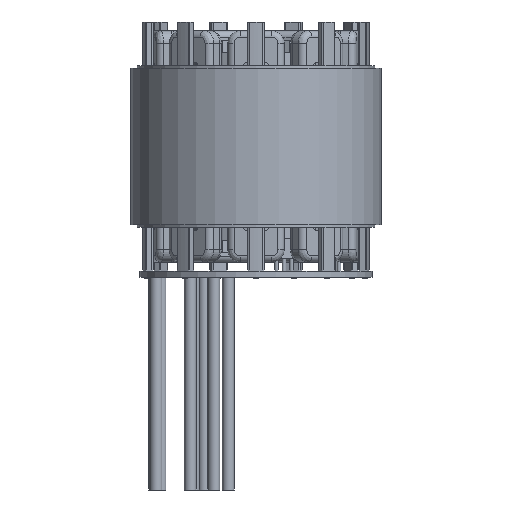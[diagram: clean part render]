
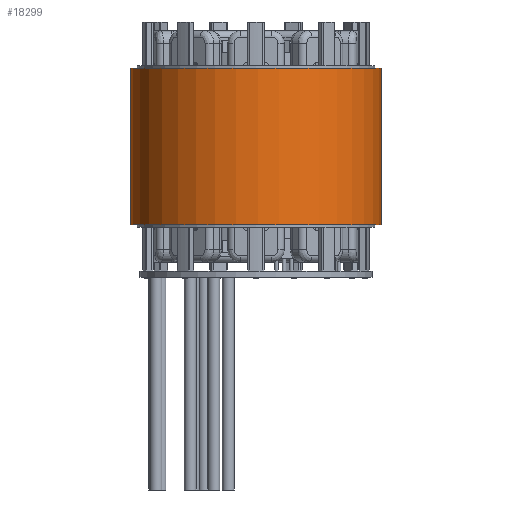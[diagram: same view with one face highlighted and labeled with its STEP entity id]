
A CAD part, front view. The second image highlights one B-rep face of the part: STEP entity #18299.
In plain terms, the highlighted cylindrical face has radius 20 mm (diameter 40 mm), a partial arc.
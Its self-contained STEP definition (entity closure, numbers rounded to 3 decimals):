
#841=FACE_OUTER_BOUND('',#1857,.T.);
#1857=EDGE_LOOP('',(#12366,#12367,#12368,#12369));
#3014=CIRCLE('',#19518,20.);
#3069=CIRCLE('',#19574,20.);
#4136=LINE('',#27701,#5810);
#4137=LINE('',#27705,#5811);
#5810=VECTOR('',#21689,10.);
#5811=VECTOR('',#21692,10.);
#7484=VERTEX_POINT('',#27699);
#7485=VERTEX_POINT('',#27700);
#7486=VERTEX_POINT('',#27702);
#7487=VERTEX_POINT('',#27704);
#9344=EDGE_CURVE('',#7484,#7485,#4136,.T.);
#9346=EDGE_CURVE('',#7487,#7486,#4137,.T.);
#9348=EDGE_CURVE('',#7485,#7487,#3014,.T.);
#9457=EDGE_CURVE('',#7486,#7484,#3069,.T.);
#12366=ORIENTED_EDGE('',*,*,#9344,.T.);
#12367=ORIENTED_EDGE('',*,*,#9348,.T.);
#12368=ORIENTED_EDGE('',*,*,#9346,.T.);
#12369=ORIENTED_EDGE('',*,*,#9457,.T.);
#17739=CYLINDRICAL_SURFACE('',#19629,20.);
#18299=ADVANCED_FACE('',(#841),#17739,.T.);
#19518=AXIS2_PLACEMENT_3D('',#27708,#21697,#21698);
#19574=AXIS2_PLACEMENT_3D('',#27926,#21863,#21864);
#19629=AXIS2_PLACEMENT_3D('',#28143,#22027,#22028);
#21689=DIRECTION('',(0.,0.,-1.));
#21692=DIRECTION('',(0.,0.,1.));
#21697=DIRECTION('center_axis',(0.,0.,1.));
#21698=DIRECTION('ref_axis',(0.,1.,0.));
#21863=DIRECTION('center_axis',(0.,0.,-1.));
#21864=DIRECTION('ref_axis',(0.,-1.,0.));
#22027=DIRECTION('center_axis',(0.,0.,-1.));
#22028=DIRECTION('ref_axis',(0.866,-0.5,0.));
#27699=CARTESIAN_POINT('',(-17.707,9.299,0.));
#27700=CARTESIAN_POINT('',(-17.707,9.299,-25.));
#27701=CARTESIAN_POINT('',(-17.707,9.299,0.));
#27702=CARTESIAN_POINT('',(-16.907,10.685,0.));
#27704=CARTESIAN_POINT('',(-16.907,10.685,-25.));
#27705=CARTESIAN_POINT('',(-16.907,10.685,0.));
#27708=CARTESIAN_POINT('Origin',(0.,0.,-25.));
#27926=CARTESIAN_POINT('Origin',(0.,0.,0.));
#28143=CARTESIAN_POINT('Origin',(0.,0.,1.25));
